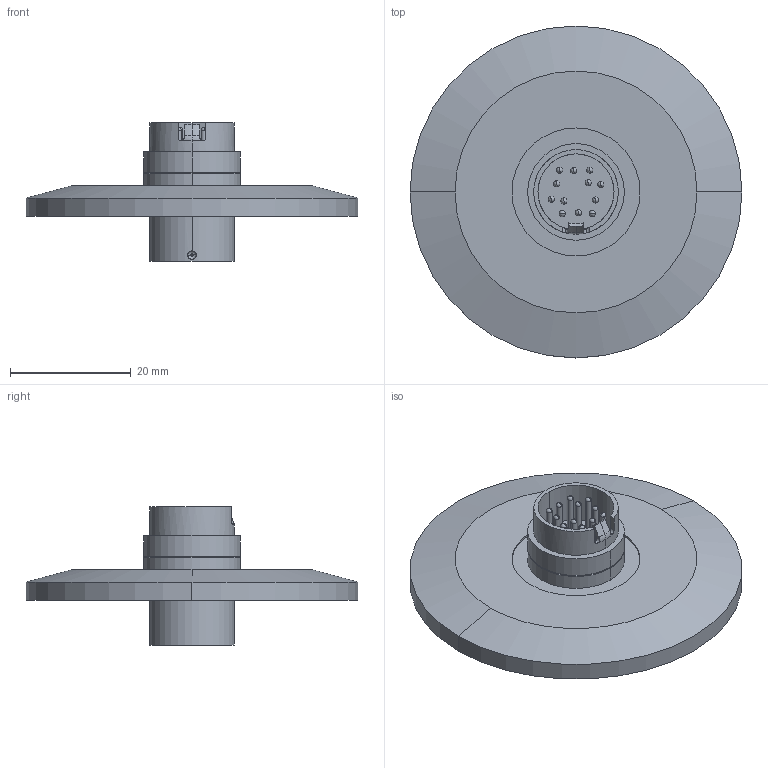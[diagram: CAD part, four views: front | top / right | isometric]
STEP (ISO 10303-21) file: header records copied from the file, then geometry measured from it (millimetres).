
FILE_DESCRIPTION (( 'STEP AP214' ), '1' );
FILE_NAME ('220-CM12-K40.STEP', '2016-11-01T15:10:07', ( 'allectra' ), ( 'Microsoft' ), 'SwSTEP 2.0', 'SolidWorks 2014', '' );
FILE_SCHEMA (( 'AUTOMOTIVE_DESIGN' ));
Length unit declared in the file: millimetre
Products named in the file (21): 9220-PIN-FENI_pin vergd; 9220-PIN-FENI; 9431-KF40-21,2_431-KF40-B; 9431-KF40-21,2; 220-CM12-K40; 220-CM12_220-CM12; 9220-CM-GLASS12-PLATE; 9220-CM-W-V0914_Einbuchtung-neu; 9220-CM-W-V0914
Assembly tree (16 placements, depth 3):
  9220-PIN-FENI
  9220-PIN-FENI
  9220-PIN-FENI
  9220-PIN-FENI
  9431-KF40-21,2
Bounding box: 55 x 55 x 22.9 mm (x, y, z)
Volume: 10605.9 mm3; surface area: 9597.8 mm2
Topology: 15 solids, 15 shells, 166 faces, 451 edges, 274 vertices
Faces by surface type: cylinder 77, sphere 48, plane 23, cone 7, torus 7, bspline 4
Entity records: 3827 total; most frequent: CARTESIAN_POINT 864, DIRECTION 588, ORIENTED_EDGE 498, AXIS2_PLACEMENT_3D 256, EDGE_CURVE 249, VERTEX_POINT 164, CIRCLE 139, EDGE_LOOP 135
